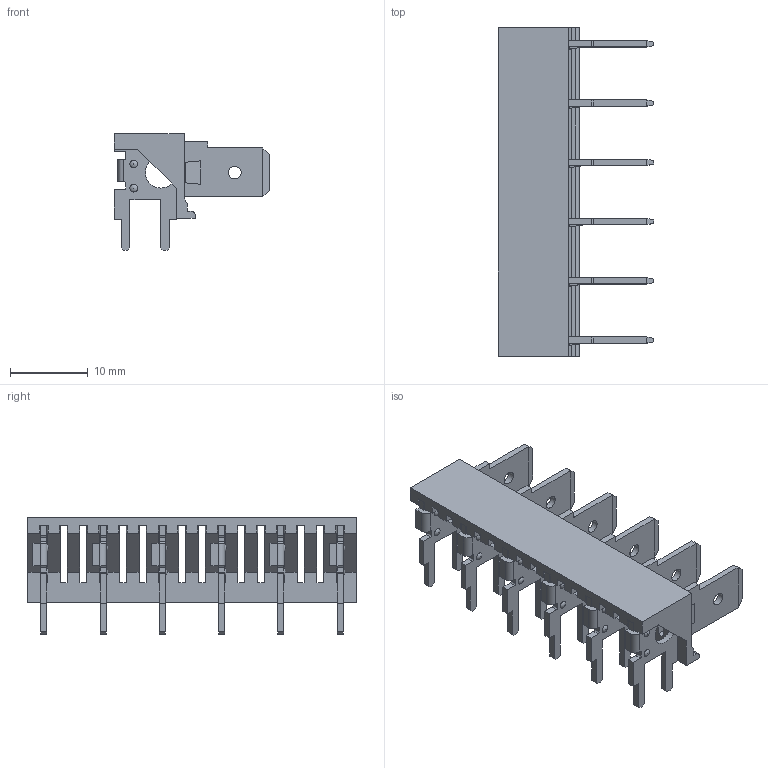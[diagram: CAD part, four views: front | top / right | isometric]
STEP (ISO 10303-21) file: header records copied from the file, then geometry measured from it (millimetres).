
FILE_DESCRIPTION(/* description */ ('Unknown'),/* implementation_level */ '2;1');
FILE_NAME(/* name */ '638363122006',/* time_stamp */ '2020-10-06T10:43:32+02:00',/* author */ ('Unknown'),/* organization */ ('Unknown'),/* preprocessor_version */ 'ST-DEVELOPER v16.7',/* originating_system */ 'DEX',/* authorisation */ $);
FILE_SCHEMA (('AUTOMOTIVE_DESIGN {1 0 10303 214 3 1 1}'));
Length unit declared in the file: millimetre
Products named in the file (3): 6383631220xx; 63800002016; 63800413722
Assembly tree (7 placements, depth 2):
  6383631220xx
    63800002016
    63800413722  x6
Bounding box: 20 x 42.22 x 15 mm (x, y, z)
Volume: 2004.9 mm3; surface area: 4670.1 mm2
Topology: 7 solids, 7 shells, 484 faces, 1414 edges, 912 vertices
Faces by surface type: plane 381, cylinder 67, cone 24, torus 12
Full cylindrical faces by diameter (mm): 1.65 x6, 4 x6
Entity records: 6995 total; most frequent: ORIENTED_EDGE 1258, CARTESIAN_POINT 1246, DIRECTION 1071, EDGE_CURVE 629, LINE 601, VECTOR 601, VERTEX_POINT 410, AXIS2_PLACEMENT_3D 235
